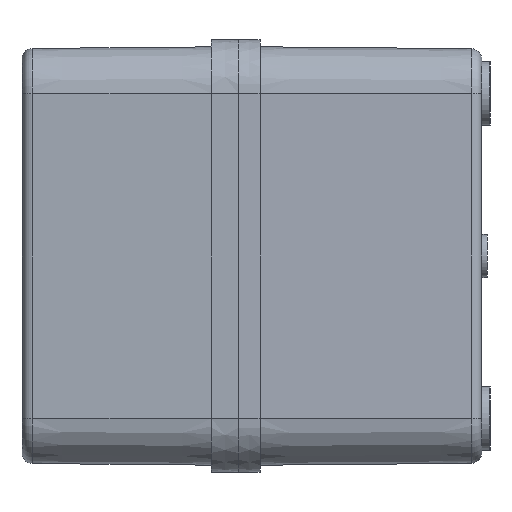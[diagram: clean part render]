
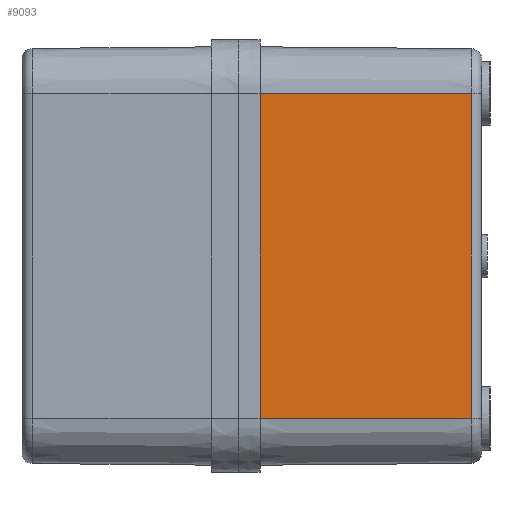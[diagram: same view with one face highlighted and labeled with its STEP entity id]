
A CAD part, left-side view. The second image highlights one B-rep face of the part: STEP entity #9093.
In plain terms, the highlighted planar face has unit normal (-1, -0.009, 0).
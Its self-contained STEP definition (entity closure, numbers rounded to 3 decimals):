
#143 = DIRECTION ( 'NONE',  ( -0.009, 1., 0. ) ) ;
#419 = EDGE_CURVE ( 'NONE', #10022, #5400, #6071, .T. ) ;
#429 = VECTOR ( 'NONE', #11120, 1000. ) ;
#1039 = PLANE ( 'NONE',  #7330 ) ;
#1450 = CARTESIAN_POINT ( 'NONE',  ( -113.325, -43.017, 30. ) ) ;
#1768 = EDGE_CURVE ( 'NONE', #7507, #10022, #4325, .T. ) ;
#2405 = VECTOR ( 'NONE', #6028, 1000. ) ;
#3159 = VERTEX_POINT ( 'NONE', #4732 ) ;
#3194 = EDGE_CURVE ( 'NONE', #7507, #3159, #8202, .T. ) ;
#3572 = FACE_OUTER_BOUND ( 'NONE', #5434, .T. ) ;
#3828 = ORIENTED_EDGE ( 'NONE', *, *, #1768, .T. ) ;
#4325 = LINE ( 'NONE', #1450, #429 ) ;
#4612 = VECTOR ( 'NONE', #143, 1000. ) ;
#4732 = CARTESIAN_POINT ( 'NONE',  ( -113.665, -4., -30. ) ) ;
#4838 = ORIENTED_EDGE ( 'NONE', *, *, #3194, .F. ) ;
#4937 = CARTESIAN_POINT ( 'NONE',  ( -113.665, -4., -30. ) ) ;
#5400 = VERTEX_POINT ( 'NONE', #9793 ) ;
#5434 = EDGE_LOOP ( 'NONE', ( #4838, #3828, #8605, #7746 ) ) ;
#6012 = VECTOR ( 'NONE', #7417, 1000. ) ;
#6028 = DIRECTION ( 'NONE',  ( 0., 0., 1. ) ) ;
#6071 = LINE ( 'NONE', #6888, #6012 ) ;
#6398 = DIRECTION ( 'NONE',  ( 0.009, -1., 0. ) ) ;
#6888 = CARTESIAN_POINT ( 'NONE',  ( -113.7, 0., 30. ) ) ;
#7058 = EDGE_CURVE ( 'NONE', #3159, #5400, #9863, .T. ) ;
#7330 = AXIS2_PLACEMENT_3D ( 'NONE', #8225, #9171, #6398 ) ;
#7417 = DIRECTION ( 'NONE',  ( -0.009, 1., 0. ) ) ;
#7507 = VERTEX_POINT ( 'NONE', #8004 ) ;
#7746 = ORIENTED_EDGE ( 'NONE', *, *, #7058, .F. ) ;
#8004 = CARTESIAN_POINT ( 'NONE',  ( -113.325, -43.017, -30. ) ) ;
#8202 = LINE ( 'NONE', #8830, #4612 ) ;
#8225 = CARTESIAN_POINT ( 'NONE',  ( -113.7, 0., -30. ) ) ;
#8605 = ORIENTED_EDGE ( 'NONE', *, *, #419, .T. ) ;
#8830 = CARTESIAN_POINT ( 'NONE',  ( -113.7, 0., -30. ) ) ;
#9093 = ADVANCED_FACE ( 'NONE', ( #3572 ), #1039, .T. ) ;
#9171 = DIRECTION ( 'NONE',  ( -1., -0.009, 0. ) ) ;
#9793 = CARTESIAN_POINT ( 'NONE',  ( -113.665, -4., 30. ) ) ;
#9863 = LINE ( 'NONE', #4937, #2405 ) ;
#9916 = CARTESIAN_POINT ( 'NONE',  ( -113.325, -43.017, 30. ) ) ;
#10022 = VERTEX_POINT ( 'NONE', #9916 ) ;
#11120 = DIRECTION ( 'NONE',  ( 0., 0., 1. ) ) ;
